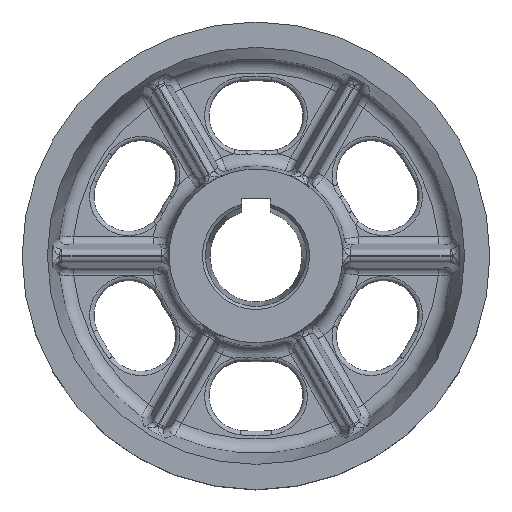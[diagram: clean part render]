
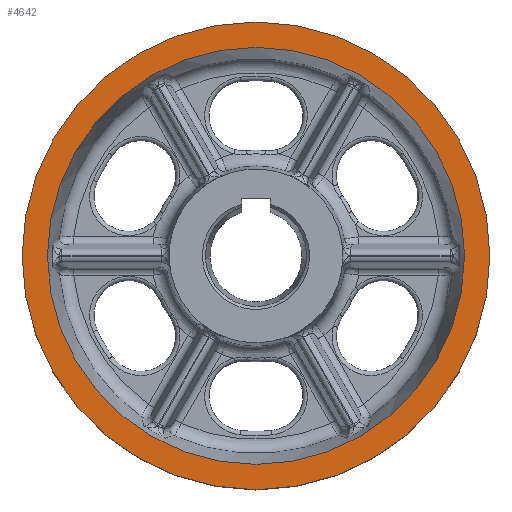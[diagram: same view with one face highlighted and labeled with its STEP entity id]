
A CAD part, top view. The second image highlights one B-rep face of the part: STEP entity #4642.
In plain terms, the highlighted planar face has unit normal (0, 0, 1).
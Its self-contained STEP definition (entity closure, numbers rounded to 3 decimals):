
#316 = VERTEX_POINT ( 'NONE', #4842 ) ;
#375 = FACE_OUTER_BOUND ( 'NONE', #4337, .T. ) ;
#715 = ORIENTED_EDGE ( 'NONE', *, *, #13451, .T. ) ;
#1137 = DIRECTION ( 'NONE',  ( 1., 0., 0. ) ) ;
#1487 = DIRECTION ( 'NONE',  ( 0., 0., 1. ) ) ;
#2079 = DIRECTION ( 'NONE',  ( 0., 0., -1. ) ) ;
#3190 = CARTESIAN_POINT ( 'NONE',  ( 0., 0., 17. ) ) ;
#3436 = CARTESIAN_POINT ( 'NONE',  ( 161.5, 0., 17. ) ) ;
#4337 = EDGE_LOOP ( 'NONE', ( #715 ) ) ;
#4422 = DIRECTION ( 'NONE',  ( 1., 0., 0. ) ) ;
#4642 = ADVANCED_FACE ( 'NONE', ( #16200, #375 ), #11683, .F. ) ;
#4842 = CARTESIAN_POINT ( 'NONE',  ( 144., 0., 17. ) ) ;
#4903 = AXIS2_PLACEMENT_3D ( 'NONE', #12732, #14423, #1137 ) ;
#5127 = ORIENTED_EDGE ( 'NONE', *, *, #12694, .F. ) ;
#5579 = AXIS2_PLACEMENT_3D ( 'NONE', #17420, #2079, #6137 ) ;
#5796 = CIRCLE ( 'NONE', #4903, 161.5 ) ;
#6137 = DIRECTION ( 'NONE',  ( -1., 0., 0. ) ) ;
#6998 = CIRCLE ( 'NONE', #13906, 144. ) ;
#11683 = PLANE ( 'NONE',  #5579 ) ;
#12694 = EDGE_CURVE ( 'NONE', #316, #316, #6998, .T. ) ;
#12732 = CARTESIAN_POINT ( 'NONE',  ( 0., 0., 17. ) ) ;
#13451 = EDGE_CURVE ( 'NONE', #14933, #14933, #5796, .T. ) ;
#13906 = AXIS2_PLACEMENT_3D ( 'NONE', #3190, #1487, #4422 ) ;
#14423 = DIRECTION ( 'NONE',  ( 0., 0., 1. ) ) ;
#14933 = VERTEX_POINT ( 'NONE', #3436 ) ;
#16200 = FACE_BOUND ( 'NONE', #16788, .T. ) ;
#16788 = EDGE_LOOP ( 'NONE', ( #5127 ) ) ;
#17420 = CARTESIAN_POINT ( 'NONE',  ( 0., 144., 17. ) ) ;
